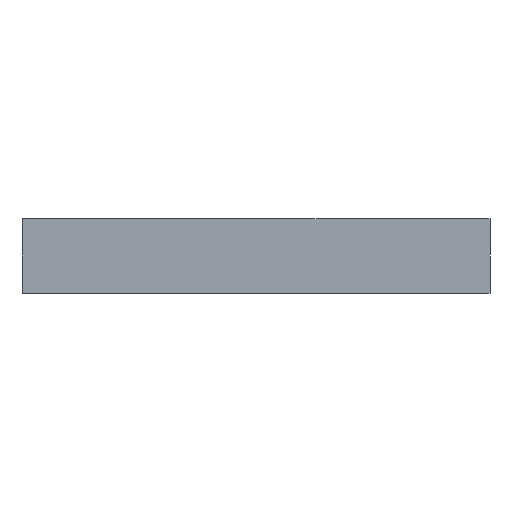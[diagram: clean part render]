
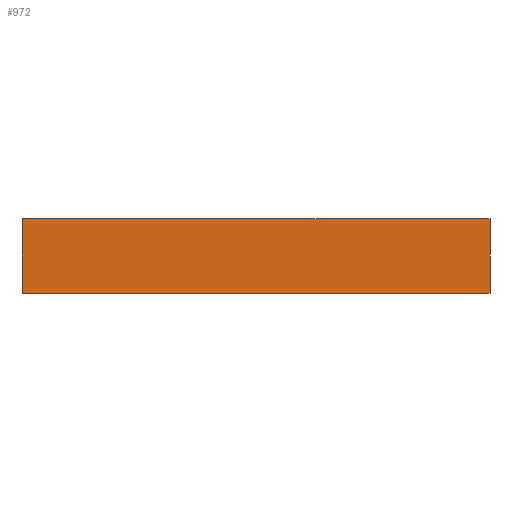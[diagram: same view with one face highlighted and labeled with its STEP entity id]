
A CAD part, front view. The second image highlights one B-rep face of the part: STEP entity #972.
In plain terms, the highlighted planar face has unit normal (0, -1, 0).
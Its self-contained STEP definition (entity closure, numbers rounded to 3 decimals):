
#70=FACE_OUTER_BOUND('',#124,.T.);
#124=EDGE_LOOP('',(#863,#864,#865,#866));
#232=LINE('',#1493,#364);
#249=LINE('',#1526,#381);
#253=LINE('',#1533,#385);
#258=LINE('',#1543,#390);
#364=VECTOR('',#1224,2.5);
#381=VECTOR('',#1251,0.4);
#385=VECTOR('',#1257,2.5);
#390=VECTOR('',#1270,0.4);
#463=VERTEX_POINT('',#1490);
#464=VERTEX_POINT('',#1492);
#475=VERTEX_POINT('',#1524);
#477=VERTEX_POINT('',#1531);
#584=EDGE_CURVE('',#464,#463,#232,.T.);
#601=EDGE_CURVE('',#463,#475,#249,.T.);
#605=EDGE_CURVE('',#475,#477,#253,.T.);
#610=EDGE_CURVE('',#477,#464,#258,.T.);
#863=ORIENTED_EDGE('',*,*,#610,.T.);
#864=ORIENTED_EDGE('',*,*,#584,.T.);
#865=ORIENTED_EDGE('',*,*,#601,.T.);
#866=ORIENTED_EDGE('',*,*,#605,.T.);
#922=PLANE('',#1038);
#972=ADVANCED_FACE('',(#70),#922,.T.);
#1038=AXIS2_PLACEMENT_3D('',#1542,#1268,#1269);
#1224=DIRECTION('',(-1.,0.,0.));
#1251=DIRECTION('',(0.,0.,-1.));
#1257=DIRECTION('',(1.,0.,0.));
#1268=DIRECTION('center_axis',(0.,-1.,0.));
#1269=DIRECTION('ref_axis',(0.,0.,-1.));
#1270=DIRECTION('',(0.,0.,1.));
#1490=CARTESIAN_POINT('',(-35.,-10.,8.));
#1492=CARTESIAN_POINT('',(15.,-10.,8.));
#1493=CARTESIAN_POINT('',(-10.,-10.,8.));
#1524=CARTESIAN_POINT('',(-35.,-10.,0.));
#1526=CARTESIAN_POINT('',(-35.,-10.,4.));
#1531=CARTESIAN_POINT('',(15.,-10.,0.));
#1533=CARTESIAN_POINT('',(-10.,-10.,0.));
#1542=CARTESIAN_POINT('Origin',(-10.,-10.,4.));
#1543=CARTESIAN_POINT('',(15.,-10.,4.));
